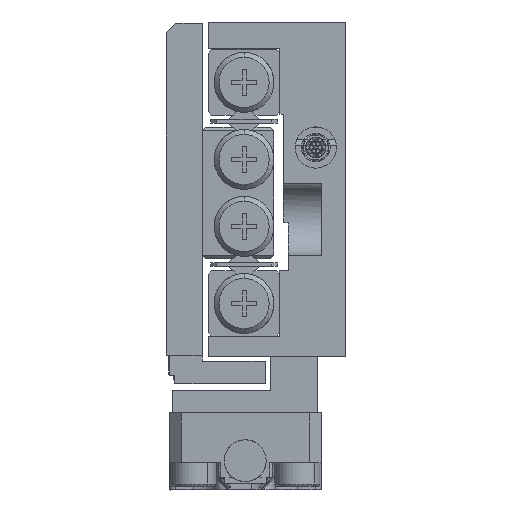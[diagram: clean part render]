
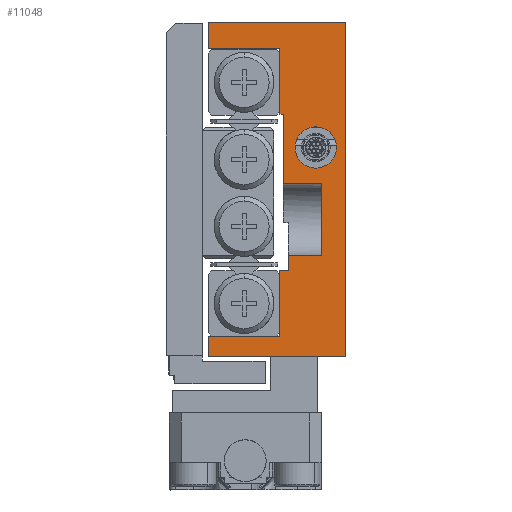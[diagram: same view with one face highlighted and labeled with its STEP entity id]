
A CAD part, left-side view. The second image highlights one B-rep face of the part: STEP entity #11048.
In plain terms, the highlighted planar face has unit normal (-1, 0, 0).
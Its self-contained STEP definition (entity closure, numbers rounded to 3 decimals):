
#766 = EDGE_CURVE ( 'NONE', #49402, #58294, #8583, .T. ) ;
#881 = CARTESIAN_POINT ( 'NONE',  ( -22.5, 0., -14. ) ) ;
#915 = AXIS2_PLACEMENT_3D ( 'NONE', #38488, #28604, #20228 ) ;
#1790 = DIRECTION ( 'NONE',  ( 0., 0., 1. ) ) ;
#1897 = LINE ( 'NONE', #20757, #57713 ) ;
#1915 = CARTESIAN_POINT ( 'NONE',  ( -22.5, 11.5, -14. ) ) ;
#1959 = ORIENTED_EDGE ( 'NONE', *, *, #21509, .T. ) ;
#2319 = EDGE_CURVE ( 'NONE', #50874, #60830, #36426, .T. ) ;
#2778 = VERTEX_POINT ( 'NONE', #8522 ) ;
#3436 = EDGE_CURVE ( 'NONE', #7039, #60649, #7256, .T. ) ;
#3761 = CARTESIAN_POINT ( 'NONE',  ( -22.5, 5.5, -12.3 ) ) ;
#4474 = CARTESIAN_POINT ( 'NONE',  ( -22.5, 11.5, -14. ) ) ;
#4876 = DIRECTION ( 'NONE',  ( 0., 0., -1. ) ) ;
#6032 = EDGE_CURVE ( 'NONE', #13201, #49402, #36149, .T. ) ;
#6437 = LINE ( 'NONE', #25273, #9243 ) ;
#6480 = CARTESIAN_POINT ( 'NONE',  ( -22.5, 5.5, 11.8 ) ) ;
#7039 = VERTEX_POINT ( 'NONE', #3761 ) ;
#7256 = LINE ( 'NONE', #55468, #18799 ) ;
#7400 = ORIENTED_EDGE ( 'NONE', *, *, #46661, .F. ) ;
#7597 = CARTESIAN_POINT ( 'NONE',  ( -22.5, 5.5, -12.3 ) ) ;
#8522 = CARTESIAN_POINT ( 'NONE',  ( -22.5, 5.5, 11.8 ) ) ;
#8583 = LINE ( 'NONE', #46941, #29482 ) ;
#9243 = VECTOR ( 'NONE', #1790, 1000. ) ;
#9700 = EDGE_CURVE ( 'NONE', #35883, #28949, #47581, .T. ) ;
#10123 = DIRECTION ( 'NONE',  ( 0., 1., 0. ) ) ;
#10874 = VERTEX_POINT ( 'NONE', #37531 ) ;
#11048 = ADVANCED_FACE ( 'NONE', ( #59680, #26879 ), #40828, .F. ) ;
#11303 = VERTEX_POINT ( 'NONE', #27479 ) ;
#11852 = VECTOR ( 'NONE', #12940, 1000. ) ;
#11989 = LINE ( 'NONE', #26200, #14979 ) ;
#12033 = LINE ( 'NONE', #40170, #23543 ) ;
#12081 = ORIENTED_EDGE ( 'NONE', *, *, #3436, .F. ) ;
#12692 = LINE ( 'NONE', #47849, #42896 ) ;
#12940 = DIRECTION ( 'NONE',  ( 0., 0., 1. ) ) ;
#13201 = VERTEX_POINT ( 'NONE', #48058 ) ;
#13638 = CARTESIAN_POINT ( 'NONE',  ( -22.5, 0., 14. ) ) ;
#14203 = EDGE_CURVE ( 'NONE', #13201, #50874, #50135, .T. ) ;
#14256 = CARTESIAN_POINT ( 'NONE',  ( -22.5, 4.8, -5.5 ) ) ;
#14979 = VECTOR ( 'NONE', #58365, 1000. ) ;
#17038 = CARTESIAN_POINT ( 'NONE',  ( -22.5, -4.5, 0.5 ) ) ;
#17540 = VECTOR ( 'NONE', #38591, 1000. ) ;
#17583 = ORIENTED_EDGE ( 'NONE', *, *, #53691, .F. ) ;
#18292 = VERTEX_POINT ( 'NONE', #25192 ) ;
#18799 = VECTOR ( 'NONE', #31336, 1000. ) ;
#18897 = CARTESIAN_POINT ( 'NONE',  ( -22.5, 2.5, 1.773 ) ) ;
#19794 = DIRECTION ( 'NONE',  ( -1., 0., 0. ) ) ;
#19956 = VERTEX_POINT ( 'NONE', #43845 ) ;
#20228 = DIRECTION ( 'NONE',  ( 0., 0., 1. ) ) ;
#20580 = VERTEX_POINT ( 'NONE', #18897 ) ;
#20720 = AXIS2_PLACEMENT_3D ( 'NONE', #34304, #19794, #30269 ) ;
#20757 = CARTESIAN_POINT ( 'NONE',  ( -22.5, 5.5, 14. ) ) ;
#21509 = EDGE_CURVE ( 'NONE', #7039, #10874, #49974, .T. ) ;
#22033 = ORIENTED_EDGE ( 'NONE', *, *, #766, .T. ) ;
#23391 = CARTESIAN_POINT ( 'NONE',  ( -22.5, 5.5, -6.8 ) ) ;
#23543 = VECTOR ( 'NONE', #59021, 1000. ) ;
#23579 = CARTESIAN_POINT ( 'NONE',  ( -22.5, 0., -14. ) ) ;
#24981 = EDGE_CURVE ( 'NONE', #10874, #36141, #33833, .T. ) ;
#25192 = CARTESIAN_POINT ( 'NONE',  ( -22.5, 4.8, -6.8 ) ) ;
#25273 = CARTESIAN_POINT ( 'NONE',  ( -22.5, 5.5, -14. ) ) ;
#26200 = CARTESIAN_POINT ( 'NONE',  ( -22.5, 4.8, -6.8 ) ) ;
#26434 = DIRECTION ( 'NONE',  ( 0., 1., 0. ) ) ;
#26879 = FACE_OUTER_BOUND ( 'NONE', #32328, .T. ) ;
#27057 = ORIENTED_EDGE ( 'NONE', *, *, #6032, .T. ) ;
#27143 = CARTESIAN_POINT ( 'NONE',  ( -22.5, 5.2, 6.3 ) ) ;
#27479 = CARTESIAN_POINT ( 'NONE',  ( -22.5, 11.5, 11.8 ) ) ;
#28604 = DIRECTION ( 'NONE',  ( -1., 0., 0. ) ) ;
#28694 = DIRECTION ( 'NONE',  ( 0., -1., 0. ) ) ;
#28949 = VERTEX_POINT ( 'NONE', #13638 ) ;
#29482 = VECTOR ( 'NONE', #60545, 1000. ) ;
#30027 = DIRECTION ( 'NONE',  ( 0., -1., 0. ) ) ;
#30251 = ORIENTED_EDGE ( 'NONE', *, *, #47862, .T. ) ;
#30269 = DIRECTION ( 'NONE',  ( 0., 0., 1. ) ) ;
#30325 = DIRECTION ( 'NONE',  ( 0., 1., 0. ) ) ;
#30859 = EDGE_CURVE ( 'NONE', #51767, #28949, #1897, .T. ) ;
#30906 = CARTESIAN_POINT ( 'NONE',  ( -22.5, 2., -5.5 ) ) ;
#31094 = EDGE_CURVE ( 'NONE', #51767, #11303, #12692, .T. ) ;
#31215 = DIRECTION ( 'NONE',  ( 1., 0., 0. ) ) ;
#31336 = DIRECTION ( 'NONE',  ( 0., 0., 1. ) ) ;
#32328 = EDGE_LOOP ( 'NONE', ( #36299, #27057, #22033, #17583, #45355, #12081, #1959, #32735, #52272, #33993, #35140, #51400, #30251, #34004, #38053, #55073 ) ) ;
#32613 = VERTEX_POINT ( 'NONE', #58763 ) ;
#32735 = ORIENTED_EDGE ( 'NONE', *, *, #24981, .T. ) ;
#33833 = LINE ( 'NONE', #4474, #56732 ) ;
#33993 = ORIENTED_EDGE ( 'NONE', *, *, #9700, .T. ) ;
#34004 = ORIENTED_EDGE ( 'NONE', *, *, #60365, .F. ) ;
#34304 = CARTESIAN_POINT ( 'NONE',  ( -22.5, 2.5, 3.5 ) ) ;
#35140 = ORIENTED_EDGE ( 'NONE', *, *, #30859, .F. ) ;
#35230 = VECTOR ( 'NONE', #26434, 1000. ) ;
#35413 = ORIENTED_EDGE ( 'NONE', *, *, #55454, .F. ) ;
#35883 = VERTEX_POINT ( 'NONE', #23579 ) ;
#36141 = VERTEX_POINT ( 'NONE', #1915 ) ;
#36149 = LINE ( 'NONE', #36453, #40094 ) ;
#36299 = ORIENTED_EDGE ( 'NONE', *, *, #14203, .F. ) ;
#36426 = LINE ( 'NONE', #27143, #11852 ) ;
#36453 = CARTESIAN_POINT ( 'NONE',  ( -22.5, 2., -14. ) ) ;
#37531 = CARTESIAN_POINT ( 'NONE',  ( -22.5, 11.5, -12.3 ) ) ;
#37540 = CIRCLE ( 'NONE', #20720, 1.727 ) ;
#37583 = VECTOR ( 'NONE', #28694, 1000. ) ;
#38053 = ORIENTED_EDGE ( 'NONE', *, *, #40757, .F. ) ;
#38418 = CIRCLE ( 'NONE', #915, 1.727 ) ;
#38488 = CARTESIAN_POINT ( 'NONE',  ( -22.5, 2.5, 3.5 ) ) ;
#38591 = DIRECTION ( 'NONE',  ( 0., 0., 1. ) ) ;
#38950 = EDGE_CURVE ( 'NONE', #60649, #18292, #12033, .T. ) ;
#39347 = DIRECTION ( 'NONE',  ( 0., 1., 0. ) ) ;
#39436 = CARTESIAN_POINT ( 'NONE',  ( -22.5, 5.2, 6.3 ) ) ;
#39437 = VECTOR ( 'NONE', #58417, 1000. ) ;
#40094 = VECTOR ( 'NONE', #55347, 1000. ) ;
#40170 = CARTESIAN_POINT ( 'NONE',  ( -22.5, 5.5, -6.8 ) ) ;
#40230 = VECTOR ( 'NONE', #30325, 1000. ) ;
#40757 = EDGE_CURVE ( 'NONE', #60830, #19956, #43216, .T. ) ;
#40828 = PLANE ( 'NONE',  #41345 ) ;
#41345 = AXIS2_PLACEMENT_3D ( 'NONE', #45472, #31215, #39347 ) ;
#41399 = CARTESIAN_POINT ( 'NONE',  ( -22.5, 5.5, -14. ) ) ;
#42896 = VECTOR ( 'NONE', #4876, 1000. ) ;
#43216 = LINE ( 'NONE', #48772, #47445 ) ;
#43845 = CARTESIAN_POINT ( 'NONE',  ( -22.5, 5.5, 6.3 ) ) ;
#45355 = ORIENTED_EDGE ( 'NONE', *, *, #38950, .F. ) ;
#45472 = CARTESIAN_POINT ( 'NONE',  ( -22.5, 5.5, -14. ) ) ;
#46661 = EDGE_CURVE ( 'NONE', #20580, #32613, #38418, .T. ) ;
#46805 = CARTESIAN_POINT ( 'NONE',  ( -22.5, 11.5, 14. ) ) ;
#46941 = CARTESIAN_POINT ( 'NONE',  ( -22.5, -4.5, -5.5 ) ) ;
#46966 = LINE ( 'NONE', #41399, #37583 ) ;
#46976 = EDGE_LOOP ( 'NONE', ( #35413, #7400 ) ) ;
#47445 = VECTOR ( 'NONE', #10123, 1000. ) ;
#47581 = LINE ( 'NONE', #881, #17540 ) ;
#47849 = CARTESIAN_POINT ( 'NONE',  ( -22.5, 11.5, 14. ) ) ;
#47862 = EDGE_CURVE ( 'NONE', #11303, #2778, #58730, .T. ) ;
#48058 = CARTESIAN_POINT ( 'NONE',  ( -22.5, 2., 0.5 ) ) ;
#48772 = CARTESIAN_POINT ( 'NONE',  ( -22.5, 5.5, 6.3 ) ) ;
#49402 = VERTEX_POINT ( 'NONE', #30906 ) ;
#49974 = LINE ( 'NONE', #7597, #35230 ) ;
#50135 = LINE ( 'NONE', #17038, #40230 ) ;
#50874 = VERTEX_POINT ( 'NONE', #55545 ) ;
#51400 = ORIENTED_EDGE ( 'NONE', *, *, #31094, .T. ) ;
#51767 = VERTEX_POINT ( 'NONE', #46805 ) ;
#52272 = ORIENTED_EDGE ( 'NONE', *, *, #56278, .T. ) ;
#52401 = DIRECTION ( 'NONE',  ( 0., 0., -1. ) ) ;
#53691 = EDGE_CURVE ( 'NONE', #18292, #58294, #11989, .T. ) ;
#55073 = ORIENTED_EDGE ( 'NONE', *, *, #2319, .F. ) ;
#55347 = DIRECTION ( 'NONE',  ( 0., 0., -1. ) ) ;
#55454 = EDGE_CURVE ( 'NONE', #32613, #20580, #37540, .T. ) ;
#55468 = CARTESIAN_POINT ( 'NONE',  ( -22.5, 5.5, -14. ) ) ;
#55545 = CARTESIAN_POINT ( 'NONE',  ( -22.5, 5.2, 0.5 ) ) ;
#56278 = EDGE_CURVE ( 'NONE', #36141, #35883, #46966, .T. ) ;
#56732 = VECTOR ( 'NONE', #52401, 1000. ) ;
#57713 = VECTOR ( 'NONE', #30027, 1000. ) ;
#58294 = VERTEX_POINT ( 'NONE', #14256 ) ;
#58365 = DIRECTION ( 'NONE',  ( 0., 0., 1. ) ) ;
#58417 = DIRECTION ( 'NONE',  ( 0., -1., 0. ) ) ;
#58730 = LINE ( 'NONE', #6480, #39437 ) ;
#58763 = CARTESIAN_POINT ( 'NONE',  ( -22.5, 2.5, 5.227 ) ) ;
#59021 = DIRECTION ( 'NONE',  ( 0., -1., 0. ) ) ;
#59680 = FACE_BOUND ( 'NONE', #46976, .T. ) ;
#60365 = EDGE_CURVE ( 'NONE', #19956, #2778, #6437, .T. ) ;
#60545 = DIRECTION ( 'NONE',  ( 0., 1., 0. ) ) ;
#60649 = VERTEX_POINT ( 'NONE', #23391 ) ;
#60830 = VERTEX_POINT ( 'NONE', #39436 ) ;
